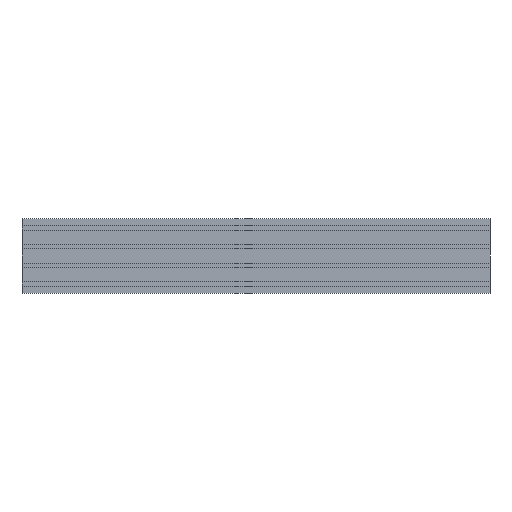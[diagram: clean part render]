
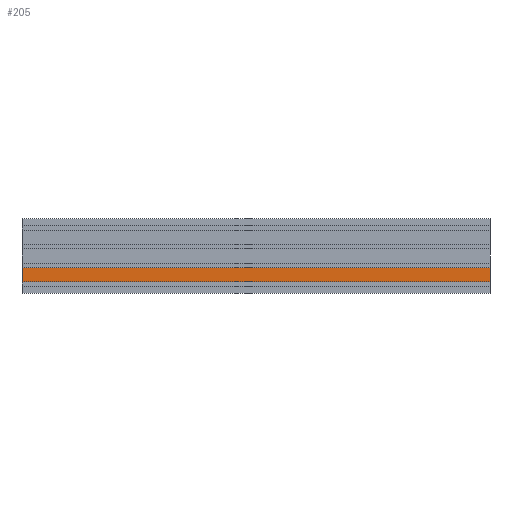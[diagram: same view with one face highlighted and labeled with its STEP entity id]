
A CAD part, front view. The second image highlights one B-rep face of the part: STEP entity #205.
In plain terms, the highlighted planar face has unit normal (0, -1, 0).
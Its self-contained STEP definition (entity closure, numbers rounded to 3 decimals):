
#205=ADVANCED_FACE('',(#418),#419,.T.);
#418=FACE_OUTER_BOUND('',#652,.T.);
#419=PLANE('',#653);
#652=EDGE_LOOP('',(#1155,#1156,#1157,#1158));
#653=AXIS2_PLACEMENT_3D('',#1159,#1160,#1161);
#1155=ORIENTED_EDGE('',*,*,#1625,.T.);
#1156=ORIENTED_EDGE('',*,*,#1626,.F.);
#1157=ORIENTED_EDGE('',*,*,#1627,.T.);
#1158=ORIENTED_EDGE('',*,*,#1622,.T.);
#1159=CARTESIAN_POINT('',(0.0,-40.0,-40.0));
#1160=DIRECTION('',(0.0,-1.0,0.0));
#1161=DIRECTION('',(0.0,0.0,-1.0));
#1622=EDGE_CURVE('',#2008,#2006,#2009,.T.);
#1625=EDGE_CURVE('',#2006,#2012,#2013,.T.);
#1626=EDGE_CURVE('',#2014,#2012,#2015,.T.);
#1627=EDGE_CURVE('',#2014,#2008,#2016,.T.);
#2006=VERTEX_POINT('',#2548);
#2008=VERTEX_POINT('',#2551);
#2009=LINE('',#2552,#2553);
#2012=VERTEX_POINT('',#2557);
#2013=LINE('',#2558,#2559);
#2014=VERTEX_POINT('',#2560);
#2015=LINE('',#2561,#2562);
#2016=LINE('',#2563,#2564);
#2548=CARTESIAN_POINT('',(1000.0,-40.0,-55.0));
#2551=CARTESIAN_POINT('',(0.0,-40.0,-55.0));
#2552=CARTESIAN_POINT('',(0.0,-40.0,-55.0));
#2553=VECTOR('',#2900,1.0);
#2557=CARTESIAN_POINT('',(1000.0,-40.0,-25.0));
#2558=CARTESIAN_POINT('',(1000.0,-40.0,-25.0));
#2559=VECTOR('',#2902,1.0);
#2560=CARTESIAN_POINT('',(0.0,-40.0,-25.0));
#2561=CARTESIAN_POINT('',(0.0,-40.0,-25.0));
#2562=VECTOR('',#2903,1.0);
#2563=CARTESIAN_POINT('',(0.0,-40.0,-25.0));
#2564=VECTOR('',#2904,1.0);
#2900=DIRECTION('',(1.0,0.0,0.0));
#2902=DIRECTION('',(-0.0,0.0,1.0));
#2903=DIRECTION('',(1.0,0.0,0.0));
#2904=DIRECTION('',(0.0,0.0,-1.0));
